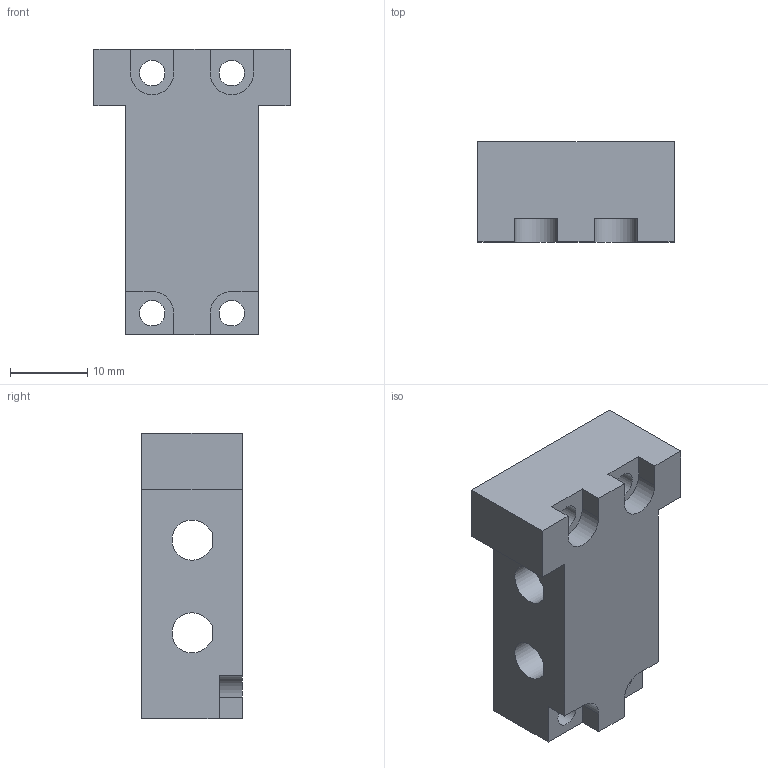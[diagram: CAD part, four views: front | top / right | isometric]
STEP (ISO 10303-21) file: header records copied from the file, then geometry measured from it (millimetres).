
FILE_DESCRIPTION(/* description */ (''),/* implementation_level */ '2;1');
FILE_NAME(/* name */ '32-rear-block.step',/* time_stamp */ '2022-04-06T21:26:33+01:00',/* author */ (''),/* organization */ (''),/* preprocessor_version */ 'ST-DEVELOPER v18.1',/* originating_system */ 'Autodesk Translation Framework v10.13.0.1454',/* authorisation */ '');
FILE_SCHEMA (('AUTOMOTIVE_DESIGN { 1 0 10303 214 3 1 1 }'));
Length unit declared in the file: millimetre
Products named in the file (1): 17
Bounding box: 25.4 x 13 x 36.99 mm (x, y, z)
Volume: 7581.7 mm3; surface area: 3895.4 mm2
Topology: 1 solids, 1 shells, 38 faces, 108 edges, 72 vertices
Faces by surface type: plane 28, cylinder 10
Full cylindrical faces by diameter (mm): 3.3 x4
Entity records: 1285 total; most frequent: CARTESIAN_POINT 219, ORIENTED_EDGE 216, DIRECTION 206, EDGE_CURVE 108, LINE 88, VECTOR 88, VERTEX_POINT 72, AXIS2_PLACEMENT_3D 59
